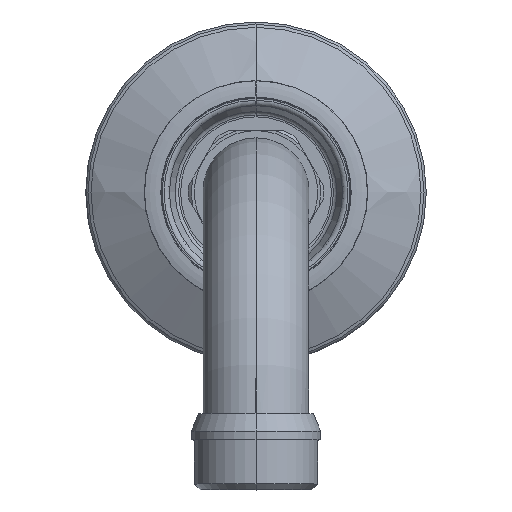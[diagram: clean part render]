
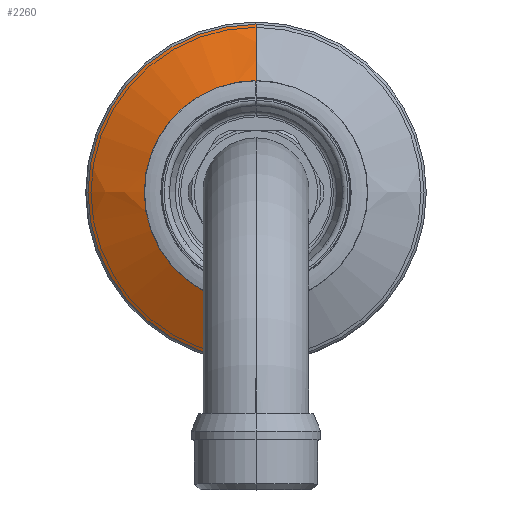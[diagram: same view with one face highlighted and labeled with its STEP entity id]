
A CAD part, top view. The second image highlights one B-rep face of the part: STEP entity #2260.
In plain terms, the highlighted free-form (B-spline) face has degree [3, 3] with [7, 4] control points.
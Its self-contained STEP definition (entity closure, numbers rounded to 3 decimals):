
#475=CARTESIAN_POINT('',(0.,0.,-9.195));
#476=DIRECTION('',(0.,0.,-1.));
#477=DIRECTION('',(0.,-1.,0.));
#478=AXIS2_PLACEMENT_3D('',#475,#476,#477);
#480=CARTESIAN_POINT('',(0.,0.,-4.402));
#481=DIRECTION('',(0.,0.,-1.));
#482=DIRECTION('',(0.,-1.,0.));
#483=AXIS2_PLACEMENT_3D('',#480,#481,#482);
#490=CARTESIAN_POINT('',(0.,-10.602,-33.196));
#491=DIRECTION('',(1.,0.,0.));
#492=DIRECTION('',(0.,-0.281,0.96));
#493=AXIS2_PLACEMENT_3D('',#490,#491,#492);
#500=CARTESIAN_POINT('',(0.,10.602,-33.196));
#501=DIRECTION('',(-1.,0.,0.));
#502=DIRECTION('',(0.,0.281,0.96));
#503=AXIS2_PLACEMENT_3D('',#500,#501,#502);
#1150=CARTESIAN_POINT('',(0.,19.022,-4.402));
#1151=CARTESIAN_POINT('',(0.,-19.022,-4.402));
#1152=VERTEX_POINT('',#1150);
#1153=VERTEX_POINT('',#1151);
#1170=CARTESIAN_POINT('',(0.,28.6,-9.195));
#1171=CARTESIAN_POINT('',(0.,-28.6,-9.195));
#1172=VERTEX_POINT('',#1170);
#1173=VERTEX_POINT('',#1171);
#2222=CARTESIAN_POINT('',(1.81,28.775,-9.37));
#2223=CARTESIAN_POINT('',(1.621,25.758,-7.058));
#2224=CARTESIAN_POINT('',(1.407,22.361,-5.354));
#2225=CARTESIAN_POINT('',(1.177,18.705,-4.322));
#2226=CARTESIAN_POINT('',(-15.898,29.889,
-9.37));
#2227=CARTESIAN_POINT('',(-14.231,26.755,
-7.058));
#2228=CARTESIAN_POINT('',(-12.354,23.227,
-5.354));
#2229=CARTESIAN_POINT('',(-10.334,19.43,
-4.322));
#2230=CARTESIAN_POINT('',(-28.832,17.743,
-9.37));
#2231=CARTESIAN_POINT('',(-25.809,15.883,
-7.058));
#2232=CARTESIAN_POINT('',(-22.405,13.788,
-5.354));
#2233=CARTESIAN_POINT('',(-18.742,11.534,
-4.322));
#2234=CARTESIAN_POINT('',(-28.832,0.,-9.37));
#2235=CARTESIAN_POINT('',(-25.809,0.,-7.058));
#2236=CARTESIAN_POINT('',(-22.405,0.,-5.354));
#2237=CARTESIAN_POINT('',(-18.742,0.,-4.322));
#2238=CARTESIAN_POINT('',(-28.832,-17.743,
-9.37));
#2239=CARTESIAN_POINT('',(-25.809,-15.883,
-7.058));
#2240=CARTESIAN_POINT('',(-22.405,-13.788,
-5.354));
#2241=CARTESIAN_POINT('',(-18.742,-11.534,
-4.322));
#2242=CARTESIAN_POINT('',(-15.898,-29.889,
-9.37));
#2243=CARTESIAN_POINT('',(-14.231,-26.755,
-7.058));
#2244=CARTESIAN_POINT('',(-12.354,-23.227,
-5.354));
#2245=CARTESIAN_POINT('',(-10.334,-19.43,
-4.322));
#2246=CARTESIAN_POINT('',(1.81,-28.775,
-9.37));
#2247=CARTESIAN_POINT('',(1.621,-25.758,
-7.058));
#2248=CARTESIAN_POINT('',(1.407,-22.361,
-5.354));
#2249=CARTESIAN_POINT('',(1.177,-18.705,
-4.322));
#2250=(BOUNDED_SURFACE()B_SPLINE_SURFACE(3,3,((#2222,#2223,#2224,#2225),(#2226,
#2227,#2228,#2229),(#2230,#2231,#2232,#2233),(#2234,#2235,#2236,#2237),(#2238,
#2239,#2240,#2241),(#2242,#2243,#2244,#2245),(#2246,#2247,#2248,#2249)),
.UNSPECIFIED.,.F.,.F.,.F.)B_SPLINE_SURFACE_WITH_KNOTS((4,3,4),(4,4),(0.,1.,
2.),(0.,1.),.UNSPECIFIED.)GEOMETRIC_REPRESENTATION_ITEM()RATIONAL_B_SPLINE_SURFACE(((1.198,1.184,1.184,1.198),(
0.946,0.935,0.935,0.946),(
0.946,0.935,0.935,0.946),(
1.198,1.184,1.184,1.198),(
0.946,0.935,0.935,0.946),(
0.946,0.935,0.935,0.946),(
1.198,1.184,1.184,1.198)))REPRESENTATION_ITEM('')SURFACE());
#2251=ORIENTED_EDGE('',*,*,#2190,.T.);
#2253=ORIENTED_EDGE('',*,*,#2252,.F.);
#2255=ORIENTED_EDGE('',*,*,#2254,.F.);
#2257=ORIENTED_EDGE('',*,*,#2256,.T.);
#2258=EDGE_LOOP('',(#2251,#2253,#2255,#2257));
#2259=FACE_OUTER_BOUND('',#2258,.F.);
#2260=ADVANCED_FACE('',(#2259),#2250,.T.);
#479=CIRCLE('',#478,28.6);
#484=CIRCLE('',#483,19.022);
#494=CIRCLE('',#493,30.);
#504=CIRCLE('',#503,30.);
#2190=EDGE_CURVE('',#1173,#1172,#479,.T.);
#2252=EDGE_CURVE('',#1152,#1172,#504,.T.);
#2254=EDGE_CURVE('',#1153,#1152,#484,.T.);
#2256=EDGE_CURVE('',#1153,#1173,#494,.T.);
